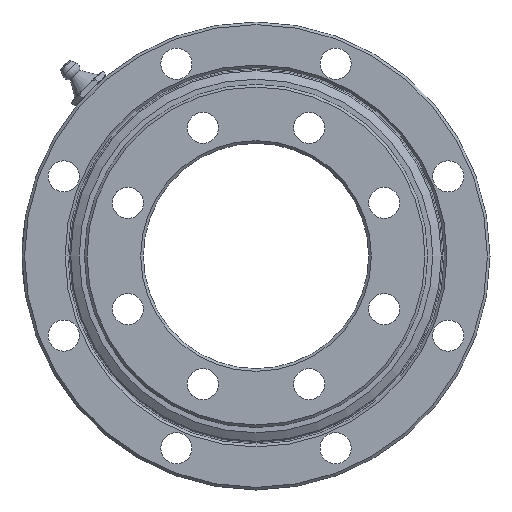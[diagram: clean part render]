
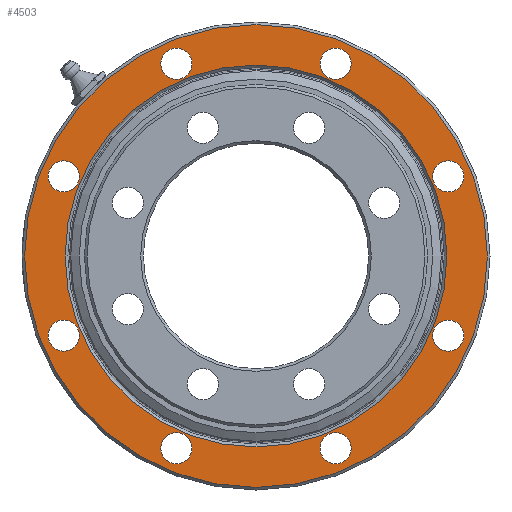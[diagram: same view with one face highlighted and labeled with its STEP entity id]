
A CAD part, front view. The second image highlights one B-rep face of the part: STEP entity #4503.
In plain terms, the highlighted planar face has unit normal (0, -1, 0).
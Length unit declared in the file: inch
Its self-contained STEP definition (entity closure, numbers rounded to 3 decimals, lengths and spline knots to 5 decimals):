
#609=FACE_BOUND('',#1231,.T.);
#610=FACE_BOUND('',#1232,.T.);
#611=FACE_BOUND('',#1233,.T.);
#612=FACE_BOUND('',#1234,.T.);
#613=FACE_BOUND('',#1235,.T.);
#614=FACE_BOUND('',#1236,.T.);
#615=FACE_BOUND('',#1237,.T.);
#616=FACE_BOUND('',#1238,.T.);
#617=FACE_BOUND('',#1239,.T.);
#660=PLANE('',#4982);
#938=FACE_OUTER_BOUND('',#1230,.T.);
#1230=EDGE_LOOP('',(#3211));
#1231=EDGE_LOOP('',(#3212));
#1232=EDGE_LOOP('',(#3213));
#1233=EDGE_LOOP('',(#3214));
#1234=EDGE_LOOP('',(#3215));
#1235=EDGE_LOOP('',(#3216));
#1236=EDGE_LOOP('',(#3217));
#1237=EDGE_LOOP('',(#3218));
#1238=EDGE_LOOP('',(#3219));
#1239=EDGE_LOOP('',(#3220));
#1702=CIRCLE('',#4979,2.16819);
#1705=CIRCLE('',#4983,2.6275);
#1706=CIRCLE('',#4984,0.177);
#1707=CIRCLE('',#4985,0.177);
#1708=CIRCLE('',#4986,0.177);
#1709=CIRCLE('',#4987,0.177);
#1710=CIRCLE('',#4988,0.177);
#1711=CIRCLE('',#4989,0.177);
#1712=CIRCLE('',#4990,0.177);
#1713=CIRCLE('',#4991,0.177);
#2027=VERTEX_POINT('',#6901);
#2030=VERTEX_POINT('',#6909);
#2031=VERTEX_POINT('',#6911);
#2032=VERTEX_POINT('',#6913);
#2033=VERTEX_POINT('',#6915);
#2034=VERTEX_POINT('',#6917);
#2035=VERTEX_POINT('',#6919);
#2036=VERTEX_POINT('',#6921);
#2037=VERTEX_POINT('',#6923);
#2038=VERTEX_POINT('',#6925);
#2569=EDGE_CURVE('',#2027,#2027,#1702,.T.);
#2573=EDGE_CURVE('',#2030,#2030,#1705,.T.);
#2574=EDGE_CURVE('',#2031,#2031,#1706,.T.);
#2575=EDGE_CURVE('',#2032,#2032,#1707,.T.);
#2576=EDGE_CURVE('',#2033,#2033,#1708,.T.);
#2577=EDGE_CURVE('',#2034,#2034,#1709,.T.);
#2578=EDGE_CURVE('',#2035,#2035,#1710,.T.);
#2579=EDGE_CURVE('',#2036,#2036,#1711,.T.);
#2580=EDGE_CURVE('',#2037,#2037,#1712,.T.);
#2581=EDGE_CURVE('',#2038,#2038,#1713,.T.);
#3211=ORIENTED_EDGE('',*,*,#2573,.F.);
#3212=ORIENTED_EDGE('',*,*,#2574,.T.);
#3213=ORIENTED_EDGE('',*,*,#2575,.T.);
#3214=ORIENTED_EDGE('',*,*,#2576,.T.);
#3215=ORIENTED_EDGE('',*,*,#2577,.T.);
#3216=ORIENTED_EDGE('',*,*,#2578,.T.);
#3217=ORIENTED_EDGE('',*,*,#2579,.T.);
#3218=ORIENTED_EDGE('',*,*,#2580,.T.);
#3219=ORIENTED_EDGE('',*,*,#2581,.T.);
#3220=ORIENTED_EDGE('',*,*,#2569,.F.);
#4503=ADVANCED_FACE('',(#938,#609,#610,#611,#612,#613,#614,#615,#616,#617),
#660,.T.);
#4979=AXIS2_PLACEMENT_3D('',#6902,#5601,#5602);
#4982=AXIS2_PLACEMENT_3D('',#6908,#5608,#5609);
#4983=AXIS2_PLACEMENT_3D('',#6910,#5610,#5611);
#4984=AXIS2_PLACEMENT_3D('',#6912,#5612,#5613);
#4985=AXIS2_PLACEMENT_3D('',#6914,#5614,#5615);
#4986=AXIS2_PLACEMENT_3D('',#6916,#5616,#5617);
#4987=AXIS2_PLACEMENT_3D('',#6918,#5618,#5619);
#4988=AXIS2_PLACEMENT_3D('',#6920,#5620,#5621);
#4989=AXIS2_PLACEMENT_3D('',#6922,#5622,#5623);
#4990=AXIS2_PLACEMENT_3D('',#6924,#5624,#5625);
#4991=AXIS2_PLACEMENT_3D('',#6926,#5626,#5627);
#5601=DIRECTION('center_axis',(0.,-1.,0.));
#5602=DIRECTION('ref_axis',(1.,0.,0.));
#5608=DIRECTION('center_axis',(0.,-1.,0.));
#5609=DIRECTION('ref_axis',(0.,0.,-1.));
#5610=DIRECTION('center_axis',(0.,1.,0.));
#5611=DIRECTION('ref_axis',(1.,0.,0.));
#5612=DIRECTION('center_axis',(0.,1.,0.));
#5613=DIRECTION('ref_axis',(0.707,0.,0.707));
#5614=DIRECTION('center_axis',(0.,1.,0.));
#5615=DIRECTION('ref_axis',(0.,0.,1.));
#5616=DIRECTION('center_axis',(0.,1.,0.));
#5617=DIRECTION('ref_axis',(-0.707,0.,0.707));
#5618=DIRECTION('center_axis',(0.,1.,0.));
#5619=DIRECTION('ref_axis',(-1.,0.,0.));
#5620=DIRECTION('center_axis',(0.,1.,0.));
#5621=DIRECTION('ref_axis',(-0.707,0.,-0.707));
#5622=DIRECTION('center_axis',(0.,1.,0.));
#5623=DIRECTION('ref_axis',(0.,0.,-1.));
#5624=DIRECTION('center_axis',(0.,1.,0.));
#5625=DIRECTION('ref_axis',(0.707,0.,-0.707));
#5626=DIRECTION('center_axis',(0.,1.,0.));
#5627=DIRECTION('ref_axis',(1.,0.,0.));
#6901=CARTESIAN_POINT('',(-2.16819,-0.354,0.));
#6902=CARTESIAN_POINT('Origin',(0.,-0.354,0.));
#6908=CARTESIAN_POINT('Origin',(-2.6575,-0.354,0.));
#6909=CARTESIAN_POINT('',(-2.6275,-0.354,0.));
#6910=CARTESIAN_POINT('Origin',(0.,-0.354,0.));
#6911=CARTESIAN_POINT('',(-1.02906,-0.354,-2.30736));
#6912=CARTESIAN_POINT('Origin',(-0.9039,-0.354,-2.1822));
#6913=CARTESIAN_POINT('',(0.9039,-0.354,-2.3592));
#6914=CARTESIAN_POINT('Origin',(0.9039,-0.354,-2.1822));
#6915=CARTESIAN_POINT('',(2.30736,-0.354,-1.02906));
#6916=CARTESIAN_POINT('Origin',(2.1822,-0.354,-0.9039));
#6917=CARTESIAN_POINT('',(2.3592,-0.354,0.9039));
#6918=CARTESIAN_POINT('Origin',(2.1822,-0.354,0.9039));
#6919=CARTESIAN_POINT('',(1.02906,-0.354,2.30736));
#6920=CARTESIAN_POINT('Origin',(0.9039,-0.354,2.1822));
#6921=CARTESIAN_POINT('',(-0.9039,-0.354,2.3592));
#6922=CARTESIAN_POINT('Origin',(-0.9039,-0.354,2.1822));
#6923=CARTESIAN_POINT('',(-2.30736,-0.354,1.02906));
#6924=CARTESIAN_POINT('Origin',(-2.1822,-0.354,0.9039));
#6925=CARTESIAN_POINT('',(-2.3592,-0.354,-0.9039));
#6926=CARTESIAN_POINT('Origin',(-2.1822,-0.354,-0.9039));
